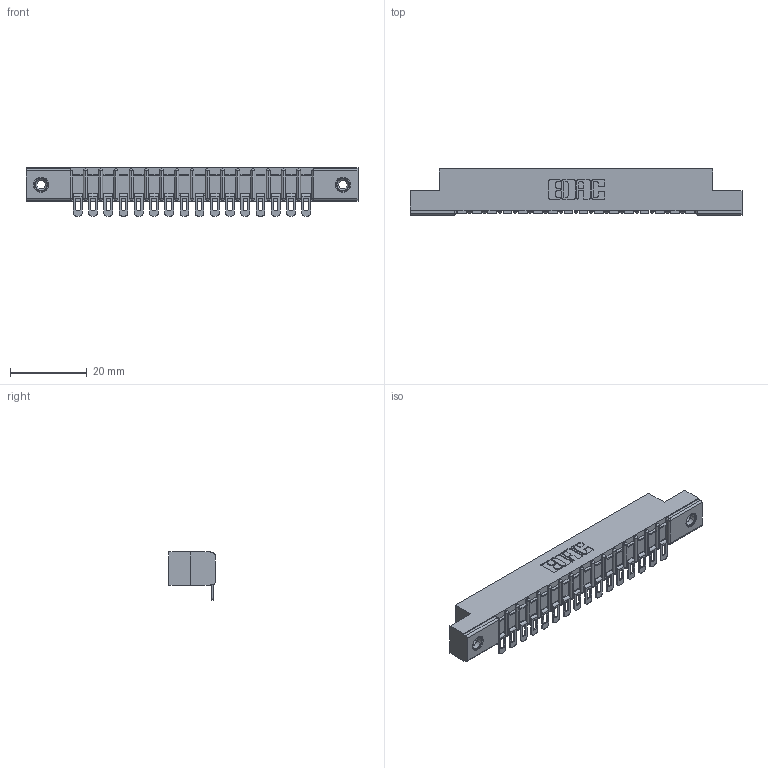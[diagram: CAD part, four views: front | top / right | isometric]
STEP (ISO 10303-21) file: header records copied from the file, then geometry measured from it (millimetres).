
FILE_DESCRIPTION (( 'STEP AP203' ), '1' );
FILE_NAME ('357-016-554-108.STEP', '2019-09-16T20:49:55', ( '' ), ( '' ), 'SwSTEP 2.0', 'SolidWorks 2016', '' );
FILE_SCHEMA (( 'CONFIG_CONTROL_DESIGN' ));
Length unit declared in the file: inch
Products named in the file (4): 345-250-001_345-250-003-102; 307 Part_.156 Dia Mounting Holes; 357-016-554-108; 307-290-002_554
Assembly tree (19 placements, depth 2):
  357-016-554-108
    307 Part_.156 Dia Mounting Holes
    307-290-002_554  x16
    345-250-001_345-250-003-102  x2
Bounding box: 86.41 x 12.01 x 12.52 mm (x, y, z)
Volume: 5700.8 mm3; surface area: 10119.7 mm2
Topology: 19 solids, 19 shells, 1491 faces, 4507 edges, 2950 vertices
Faces by surface type: plane 838, cylinder 603, sphere 34, cone 12, torus 4
Entity records: 19072 total; most frequent: CARTESIAN_POINT 3193, ORIENTED_EDGE 3176, DIRECTION 3130, EDGE_CURVE 1588, LINE 1196, VECTOR 1196, VERTEX_POINT 1030, AXIS2_PLACEMENT_3D 967
